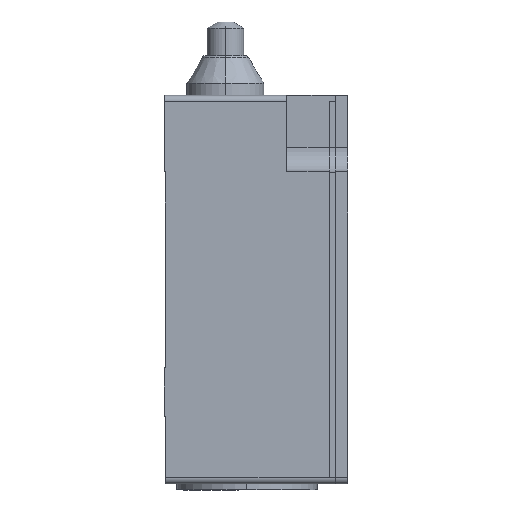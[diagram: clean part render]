
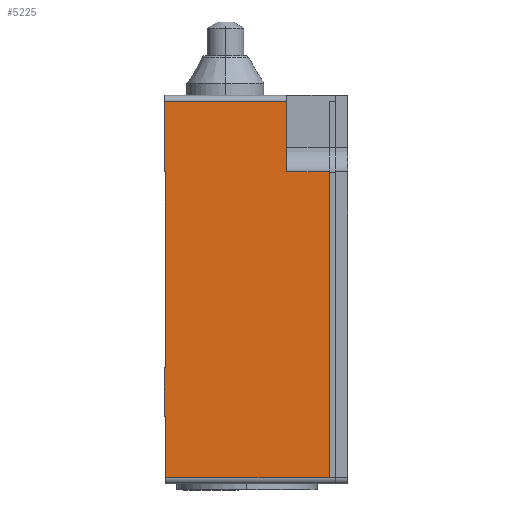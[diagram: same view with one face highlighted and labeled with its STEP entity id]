
A CAD part, left-side view. The second image highlights one B-rep face of the part: STEP entity #5225.
In plain terms, the highlighted planar face has unit normal (-1, 0, 0).
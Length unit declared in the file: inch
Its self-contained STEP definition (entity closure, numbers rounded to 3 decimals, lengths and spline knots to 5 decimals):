
#18 = ORIENTED_EDGE ( 'NONE', *, *, #4844, .T. ) ;
#36 = EDGE_CURVE ( 'NONE', #4597, #1218, #3621, .T. ) ;
#224 = DIRECTION ( 'NONE',  ( 0., 0., -1. ) ) ;
#590 = ORIENTED_EDGE ( 'NONE', *, *, #36, .T. ) ;
#616 = VERTEX_POINT ( 'NONE', #1085 ) ;
#619 = ORIENTED_EDGE ( 'NONE', *, *, #4683, .T. ) ;
#697 = DIRECTION ( 'NONE',  ( 0., 0., -1. ) ) ;
#702 = VECTOR ( 'NONE', #1430, 39.37008 ) ;
#869 = CARTESIAN_POINT ( 'NONE',  ( -0.59055, -0.64961, 0.07874 ) ) ;
#945 = FACE_OUTER_BOUND ( 'NONE', #2370, .T. ) ;
#955 = EDGE_CURVE ( 'NONE', #2254, #3881, #2118, .T. ) ;
#974 = CARTESIAN_POINT ( 'NONE',  ( -0.59055, -0.64961, 2.50001 ) ) ;
#1027 = DIRECTION ( 'NONE',  ( 0., -1., 0. ) ) ;
#1035 = CARTESIAN_POINT ( 'NONE',  ( -0.59055, -0.25591, 2.50001 ) ) ;
#1066 = LINE ( 'NONE', #1035, #4798 ) ;
#1085 = CARTESIAN_POINT ( 'NONE',  ( -0.59055, 0.5315, 2.04724 ) ) ;
#1104 = LINE ( 'NONE', #3807, #2622 ) ;
#1194 = VECTOR ( 'NONE', #4865, 39.37008 ) ;
#1212 = ORIENTED_EDGE ( 'NONE', *, *, #5563, .T. ) ;
#1218 = VERTEX_POINT ( 'NONE', #4226 ) ;
#1258 = ORIENTED_EDGE ( 'NONE', *, *, #5110, .T. ) ;
#1319 = DIRECTION ( 'NONE',  ( 0., 1., 0. ) ) ;
#1327 = CARTESIAN_POINT ( 'NONE',  ( -0.59055, 0.52362, 2.04724 ) ) ;
#1430 = DIRECTION ( 'NONE',  ( 0., 1., 0. ) ) ;
#1565 = CARTESIAN_POINT ( 'NONE',  ( -0.59055, -0.25591, 2.50001 ) ) ;
#1607 = DIRECTION ( 'NONE',  ( 0., 1., 0. ) ) ;
#1651 = VECTOR ( 'NONE', #5186, 39.37008 ) ;
#1725 = EDGE_CURVE ( 'NONE', #4392, #4270, #3768, .T. ) ;
#1807 = ORIENTED_EDGE ( 'NONE', *, *, #1725, .T. ) ;
#1813 = CARTESIAN_POINT ( 'NONE',  ( -0.59055, 0.5315, 0.47244 ) ) ;
#1826 = ORIENTED_EDGE ( 'NONE', *, *, #2097, .T. ) ;
#1834 = CARTESIAN_POINT ( 'NONE',  ( -0.59055, 0.52362, 2.04724 ) ) ;
#1880 = CARTESIAN_POINT ( 'NONE',  ( -0.59055, 0.52362, 0.07874 ) ) ;
#2097 = EDGE_CURVE ( 'NONE', #1218, #616, #5484, .T. ) ;
#2118 = LINE ( 'NONE', #3818, #4624 ) ;
#2254 = VERTEX_POINT ( 'NONE', #5141 ) ;
#2370 = EDGE_LOOP ( 'NONE', ( #619, #1212, #3004, #1258, #3180, #590, #1826, #2413, #18, #1807, #2646, #2604 ) ) ;
#2395 = EDGE_CURVE ( 'NONE', #616, #3866, #3992, .T. ) ;
#2413 = ORIENTED_EDGE ( 'NONE', *, *, #2395, .T. ) ;
#2489 = VECTOR ( 'NONE', #5152, 39.37008 ) ;
#2529 = CARTESIAN_POINT ( 'NONE',  ( -0.59055, -0.64961, 0.7874 ) ) ;
#2574 = CARTESIAN_POINT ( 'NONE',  ( -0.59055, 0.52362, 0.03937 ) ) ;
#2604 = ORIENTED_EDGE ( 'NONE', *, *, #3106, .T. ) ;
#2622 = VECTOR ( 'NONE', #697, 39.37008 ) ;
#2646 = ORIENTED_EDGE ( 'NONE', *, *, #3023, .T. ) ;
#2647 = CARTESIAN_POINT ( 'NONE',  ( -0.59055, 0.52362, 0.47244 ) ) ;
#2672 = PLANE ( 'NONE',  #3648 ) ;
#2695 = DIRECTION ( 'NONE',  ( -1., 0., 0. ) ) ;
#2775 = VERTEX_POINT ( 'NONE', #4037 ) ;
#3004 = ORIENTED_EDGE ( 'NONE', *, *, #955, .F. ) ;
#3011 = VECTOR ( 'NONE', #1607, 39.37008 ) ;
#3021 = VECTOR ( 'NONE', #1027, 39.37008 ) ;
#3023 = EDGE_CURVE ( 'NONE', #4270, #4225, #1104, .T. ) ;
#3045 = CARTESIAN_POINT ( 'NONE',  ( -0.59055, -0.64961, 0.47244 ) ) ;
#3106 = EDGE_CURVE ( 'NONE', #4225, #4164, #4376, .T. ) ;
#3107 = CARTESIAN_POINT ( 'NONE',  ( -0.59055, -0.5315, 0.07874 ) ) ;
#3180 = ORIENTED_EDGE ( 'NONE', *, *, #4348, .T. ) ;
#3259 = CARTESIAN_POINT ( 'NONE',  ( -0.59055, 0.52362, 0.7874 ) ) ;
#3412 = DIRECTION ( 'NONE',  ( 0., -1., 0. ) ) ;
#3474 = VECTOR ( 'NONE', #1319, 39.37008 ) ;
#3574 = DIRECTION ( 'NONE',  ( 0., 0., 1. ) ) ;
#3621 = LINE ( 'NONE', #974, #702 ) ;
#3648 = AXIS2_PLACEMENT_3D ( 'NONE', #4080, #2695, #4485 ) ;
#3768 = LINE ( 'NONE', #2529, #3011 ) ;
#3807 = CARTESIAN_POINT ( 'NONE',  ( -0.59055, 0.5315, 1.28938 ) ) ;
#3818 = CARTESIAN_POINT ( 'NONE',  ( -0.59055, -0.5315, 1.28938 ) ) ;
#3866 = VERTEX_POINT ( 'NONE', #1327 ) ;
#3881 = VERTEX_POINT ( 'NONE', #3107 ) ;
#3894 = LINE ( 'NONE', #2574, #1651 ) ;
#3916 = CARTESIAN_POINT ( 'NONE',  ( -0.59055, -0.64961, 2.04725 ) ) ;
#3992 = LINE ( 'NONE', #1834, #3021 ) ;
#4006 = VECTOR ( 'NONE', #224, 39.37008 ) ;
#4037 = CARTESIAN_POINT ( 'NONE',  ( -0.59055, -0.25591, 2.04725 ) ) ;
#4080 = CARTESIAN_POINT ( 'NONE',  ( -0.59055, -0.64961, 2.50001 ) ) ;
#4133 = CARTESIAN_POINT ( 'NONE',  ( -0.59055, 0.5315, 1.28938 ) ) ;
#4164 = VERTEX_POINT ( 'NONE', #2647 ) ;
#4225 = VERTEX_POINT ( 'NONE', #1813 ) ;
#4226 = CARTESIAN_POINT ( 'NONE',  ( -0.59055, 0.5315, 2.50001 ) ) ;
#4239 = DIRECTION ( 'NONE',  ( 0., 0., -1. ) ) ;
#4270 = VERTEX_POINT ( 'NONE', #5609 ) ;
#4348 = EDGE_CURVE ( 'NONE', #2775, #4597, #1066, .T. ) ;
#4376 = LINE ( 'NONE', #3045, #5628 ) ;
#4392 = VERTEX_POINT ( 'NONE', #3259 ) ;
#4485 = DIRECTION ( 'NONE',  ( 0., 0., 1. ) ) ;
#4597 = VERTEX_POINT ( 'NONE', #1565 ) ;
#4624 = VECTOR ( 'NONE', #4239, 39.37008 ) ;
#4664 = LINE ( 'NONE', #869, #2489 ) ;
#4683 = EDGE_CURVE ( 'NONE', #4164, #5378, #3894, .T. ) ;
#4798 = VECTOR ( 'NONE', #3574, 39.37008 ) ;
#4799 = LINE ( 'NONE', #3916, #3474 ) ;
#4844 = EDGE_CURVE ( 'NONE', #3866, #4392, #4973, .T. ) ;
#4865 = DIRECTION ( 'NONE',  ( 0., 0., -1. ) ) ;
#4973 = LINE ( 'NONE', #5297, #1194 ) ;
#5110 = EDGE_CURVE ( 'NONE', #2254, #2775, #4799, .T. ) ;
#5141 = CARTESIAN_POINT ( 'NONE',  ( -0.59055, -0.5315, 2.04725 ) ) ;
#5152 = DIRECTION ( 'NONE',  ( 0., -1., 0. ) ) ;
#5186 = DIRECTION ( 'NONE',  ( 0., 0., -1. ) ) ;
#5225 = ADVANCED_FACE ( 'NONE', ( #945 ), #2672, .T. ) ;
#5297 = CARTESIAN_POINT ( 'NONE',  ( -0.59055, 0.52362, 0.7874 ) ) ;
#5378 = VERTEX_POINT ( 'NONE', #1880 ) ;
#5484 = LINE ( 'NONE', #4133, #4006 ) ;
#5563 = EDGE_CURVE ( 'NONE', #5378, #3881, #4664, .T. ) ;
#5609 = CARTESIAN_POINT ( 'NONE',  ( -0.59055, 0.5315, 0.7874 ) ) ;
#5628 = VECTOR ( 'NONE', #3412, 39.37008 ) ;
